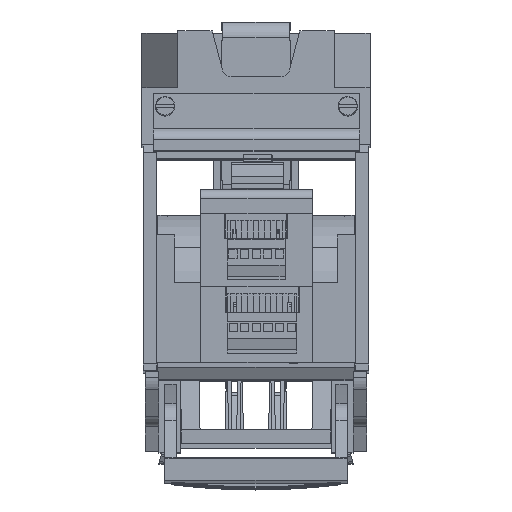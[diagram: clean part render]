
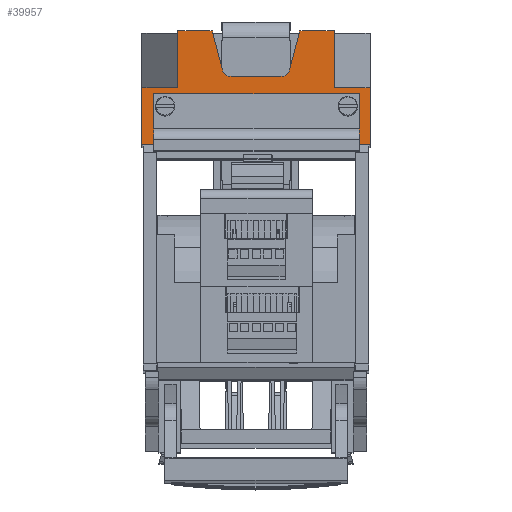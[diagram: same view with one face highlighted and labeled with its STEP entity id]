
A CAD part, top view. The second image highlights one B-rep face of the part: STEP entity #39957.
In plain terms, the highlighted planar face has unit normal (0, 0, 1).
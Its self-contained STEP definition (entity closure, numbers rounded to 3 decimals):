
#36891=AXIS2_PLACEMENT_3D('Circle Axis2P3D',#36889,#36890,$) ;
#36953=AXIS2_PLACEMENT_3D('Circle Axis2P3D',#36951,#36952,$) ;
#39921=AXIS2_PLACEMENT_3D('Plane Axis2P3D',#39918,#39919,#39920) ;
#36744=CARTESIAN_POINT('Vertex',(34.264,-4.,277.5)) ;
#36747=CARTESIAN_POINT('Line Origine',(34.264,-16.5,277.5)) ;
#36751=CARTESIAN_POINT('Vertex',(34.264,-29.,277.5)) ;
#36775=CARTESIAN_POINT('Vertex',(50.,-29.,277.5)) ;
#36778=CARTESIAN_POINT('Line Origine',(42.132,-29.,277.5)) ;
#36795=CARTESIAN_POINT('Line Origine',(-34.264,-16.5,277.5)) ;
#36799=CARTESIAN_POINT('Vertex',(-34.264,-4.,277.5)) ;
#36801=CARTESIAN_POINT('Vertex',(-34.264,-29.,277.5)) ;
#36835=CARTESIAN_POINT('Line Origine',(-16.811,-13.103,277.5)) ;
#36839=CARTESIAN_POINT('Vertex',(-14.685,-21.035,277.5)) ;
#36841=CARTESIAN_POINT('Vertex',(-18.936,-5.171,277.5)) ;
#36881=CARTESIAN_POINT('Vertex',(-10.822,-24.,277.5)) ;
#36889=CARTESIAN_POINT('Axis2P3D Location',(-10.822,-20.,277.5)) ;
#36912=CARTESIAN_POINT('Vertex',(10.822,-24.,277.5)) ;
#36920=CARTESIAN_POINT('Line Origine',(0.,-24.,277.5)) ;
#36943=CARTESIAN_POINT('Vertex',(14.685,-21.035,277.5)) ;
#36951=CARTESIAN_POINT('Axis2P3D Location',(10.822,-20.,277.5)) ;
#36975=CARTESIAN_POINT('Line Origine',(16.811,-13.103,277.5)) ;
#36979=CARTESIAN_POINT('Vertex',(18.936,-5.171,277.5)) ;
#37029=CARTESIAN_POINT('Line Origine',(-42.132,-29.,277.5)) ;
#37033=CARTESIAN_POINT('Vertex',(-50.,-29.,277.5)) ;
#37206=CARTESIAN_POINT('Line Origine',(-30.882,-4.,277.5)) ;
#37210=CARTESIAN_POINT('Vertex',(-27.5,-4.,277.5)) ;
#37213=CARTESIAN_POINT('Line Origine',(-23.375,-4.,277.5)) ;
#37217=CARTESIAN_POINT('Vertex',(-19.25,-4.,277.5)) ;
#37220=CARTESIAN_POINT('Line Origine',(-19.093,-4.,277.5)) ;
#37224=CARTESIAN_POINT('Vertex',(-18.936,-4.,277.5)) ;
#37245=CARTESIAN_POINT('Vertex',(18.936,-4.,277.5)) ;
#37248=CARTESIAN_POINT('Line Origine',(19.093,-4.,277.5)) ;
#37252=CARTESIAN_POINT('Vertex',(19.25,-4.,277.5)) ;
#37255=CARTESIAN_POINT('Line Origine',(23.375,-4.,277.5)) ;
#37259=CARTESIAN_POINT('Vertex',(27.5,-4.,277.5)) ;
#37262=CARTESIAN_POINT('Line Origine',(30.882,-4.,277.5)) ;
#38328=CARTESIAN_POINT('Line Origine',(-18.936,-4.585,277.5)) ;
#38383=CARTESIAN_POINT('Line Origine',(18.936,-4.585,277.5)) ;
#39893=CARTESIAN_POINT('Line Origine',(50.,-29.,277.5)) ;
#39897=CARTESIAN_POINT('Vertex',(50.,-54.,277.5)) ;
#39918=CARTESIAN_POINT('Axis2P3D Location',(0.,-4.,277.5)) ;
#39923=CARTESIAN_POINT('Line Origine',(-50.,-41.5,277.5)) ;
#39927=CARTESIAN_POINT('Vertex',(-50.,-54.,277.5)) ;
#39930=CARTESIAN_POINT('Line Origine',(0.,-54.,277.5)) ;
#36748=DIRECTION('Vector Direction',(0.,-1.,0.)) ;
#36779=DIRECTION('Vector Direction',(-1.,0.,0.)) ;
#36796=DIRECTION('Vector Direction',(0.,-1.,0.)) ;
#36836=DIRECTION('Vector Direction',(-0.259,0.966,0.)) ;
#36890=DIRECTION('Axis2P3D Direction',(0.,0.,1.)) ;
#36921=DIRECTION('Vector Direction',(-1.,0.,0.)) ;
#36952=DIRECTION('Axis2P3D Direction',(0.,0.,1.)) ;
#36976=DIRECTION('Vector Direction',(-0.259,-0.966,0.)) ;
#37030=DIRECTION('Vector Direction',(-1.,0.,0.)) ;
#37207=DIRECTION('Vector Direction',(1.,0.,0.)) ;
#37214=DIRECTION('Vector Direction',(1.,0.,0.)) ;
#37221=DIRECTION('Vector Direction',(1.,0.,0.)) ;
#37249=DIRECTION('Vector Direction',(1.,0.,0.)) ;
#37256=DIRECTION('Vector Direction',(1.,0.,0.)) ;
#37263=DIRECTION('Vector Direction',(1.,0.,0.)) ;
#38329=DIRECTION('Vector Direction',(0.,-1.,0.)) ;
#38384=DIRECTION('Vector Direction',(0.,-1.,0.)) ;
#39894=DIRECTION('Vector Direction',(0.,-1.,0.)) ;
#39919=DIRECTION('Axis2P3D Direction',(-0.,0.,1.)) ;
#39920=DIRECTION('Axis2P3D XDirection',(0.,-1.,0.)) ;
#39924=DIRECTION('Vector Direction',(0.,-1.,0.)) ;
#39931=DIRECTION('Vector Direction',(1.,0.,0.)) ;
#36749=VECTOR('Line Direction',#36748,1.) ;
#36780=VECTOR('Line Direction',#36779,1.) ;
#36797=VECTOR('Line Direction',#36796,1.) ;
#36837=VECTOR('Line Direction',#36836,1.) ;
#36922=VECTOR('Line Direction',#36921,1.) ;
#36977=VECTOR('Line Direction',#36976,1.) ;
#37031=VECTOR('Line Direction',#37030,1.) ;
#37208=VECTOR('Line Direction',#37207,1.) ;
#37215=VECTOR('Line Direction',#37214,1.) ;
#37222=VECTOR('Line Direction',#37221,1.) ;
#37250=VECTOR('Line Direction',#37249,1.) ;
#37257=VECTOR('Line Direction',#37256,1.) ;
#37264=VECTOR('Line Direction',#37263,1.) ;
#38330=VECTOR('Line Direction',#38329,1.) ;
#38385=VECTOR('Line Direction',#38384,1.) ;
#39895=VECTOR('Line Direction',#39894,1.) ;
#39925=VECTOR('Line Direction',#39924,1.) ;
#39932=VECTOR('Line Direction',#39931,1.) ;
#39936=ORIENTED_EDGE('',*,*,#36981,.T.) ;
#39937=ORIENTED_EDGE('',*,*,#36955,.T.) ;
#39938=ORIENTED_EDGE('',*,*,#36924,.T.) ;
#39939=ORIENTED_EDGE('',*,*,#36893,.T.) ;
#39940=ORIENTED_EDGE('',*,*,#36843,.T.) ;
#39941=ORIENTED_EDGE('',*,*,#38332,.F.) ;
#39942=ORIENTED_EDGE('',*,*,#37226,.F.) ;
#39943=ORIENTED_EDGE('',*,*,#37219,.T.) ;
#39944=ORIENTED_EDGE('',*,*,#37212,.F.) ;
#39945=ORIENTED_EDGE('',*,*,#36803,.T.) ;
#39946=ORIENTED_EDGE('',*,*,#37035,.T.) ;
#39947=ORIENTED_EDGE('',*,*,#39929,.T.) ;
#39948=ORIENTED_EDGE('',*,*,#39934,.T.) ;
#39949=ORIENTED_EDGE('',*,*,#39899,.T.) ;
#39950=ORIENTED_EDGE('',*,*,#36782,.T.) ;
#39951=ORIENTED_EDGE('',*,*,#36753,.F.) ;
#39952=ORIENTED_EDGE('',*,*,#37266,.F.) ;
#39953=ORIENTED_EDGE('',*,*,#37261,.T.) ;
#39954=ORIENTED_EDGE('',*,*,#37254,.F.) ;
#39955=ORIENTED_EDGE('',*,*,#38387,.T.) ;
#39957=ADVANCED_FACE('804188_L_NH-Leistenunterteil Gr.1  L/SL1/3A',(#39956),#39922,.T.) ;
#36892=CIRCLE('generated circle',#36891,4.) ;
#36954=CIRCLE('generated circle',#36953,4.) ;
#36753=EDGE_CURVE('',#36745,#36752,#36750,.T.) ;
#36782=EDGE_CURVE('',#36776,#36752,#36781,.T.) ;
#36803=EDGE_CURVE('',#36800,#36802,#36798,.T.) ;
#36843=EDGE_CURVE('',#36840,#36842,#36838,.T.) ;
#36893=EDGE_CURVE('',#36882,#36840,#36892,.F.) ;
#36924=EDGE_CURVE('',#36913,#36882,#36923,.T.) ;
#36955=EDGE_CURVE('',#36944,#36913,#36954,.F.) ;
#36981=EDGE_CURVE('',#36980,#36944,#36978,.T.) ;
#37035=EDGE_CURVE('',#36802,#37034,#37032,.T.) ;
#37212=EDGE_CURVE('',#36800,#37211,#37209,.T.) ;
#37219=EDGE_CURVE('',#37218,#37211,#37216,.F.) ;
#37226=EDGE_CURVE('',#37218,#37225,#37223,.T.) ;
#37254=EDGE_CURVE('',#37246,#37253,#37251,.T.) ;
#37261=EDGE_CURVE('',#37260,#37253,#37258,.F.) ;
#37266=EDGE_CURVE('',#37260,#36745,#37265,.T.) ;
#38332=EDGE_CURVE('',#37225,#36842,#38331,.T.) ;
#38387=EDGE_CURVE('',#37246,#36980,#38386,.T.) ;
#39899=EDGE_CURVE('',#39898,#36776,#39896,.F.) ;
#39929=EDGE_CURVE('',#37034,#39928,#39926,.T.) ;
#39934=EDGE_CURVE('',#39928,#39898,#39933,.T.) ;
#39935=EDGE_LOOP('',(#39936,#39937,#39938,#39939,#39940,#39941,#39942,#39943,#39944,#39945,#39946,#39947,#39948,#39949,#39950,#39951,#39952,#39953,#39954,#39955)) ;
#39956=FACE_OUTER_BOUND('',#39935,.T.) ;
#36750=LINE('Line',#36747,#36749) ;
#36781=LINE('Line',#36778,#36780) ;
#36798=LINE('Line',#36795,#36797) ;
#36838=LINE('Line',#36835,#36837) ;
#36923=LINE('Line',#36920,#36922) ;
#36978=LINE('Line',#36975,#36977) ;
#37032=LINE('Line',#37029,#37031) ;
#37209=LINE('Line',#37206,#37208) ;
#37216=LINE('Line',#37213,#37215) ;
#37223=LINE('Line',#37220,#37222) ;
#37251=LINE('Line',#37248,#37250) ;
#37258=LINE('Line',#37255,#37257) ;
#37265=LINE('Line',#37262,#37264) ;
#38331=LINE('Line',#38328,#38330) ;
#38386=LINE('Line',#38383,#38385) ;
#39896=LINE('Line',#39893,#39895) ;
#39926=LINE('Line',#39923,#39925) ;
#39933=LINE('Line',#39930,#39932) ;
#39922=PLANE('Plane',#39921) ;
#36745=VERTEX_POINT('',#36744) ;
#36752=VERTEX_POINT('',#36751) ;
#36776=VERTEX_POINT('',#36775) ;
#36800=VERTEX_POINT('',#36799) ;
#36802=VERTEX_POINT('',#36801) ;
#36840=VERTEX_POINT('',#36839) ;
#36842=VERTEX_POINT('',#36841) ;
#36882=VERTEX_POINT('',#36881) ;
#36913=VERTEX_POINT('',#36912) ;
#36944=VERTEX_POINT('',#36943) ;
#36980=VERTEX_POINT('',#36979) ;
#37034=VERTEX_POINT('',#37033) ;
#37211=VERTEX_POINT('',#37210) ;
#37218=VERTEX_POINT('',#37217) ;
#37225=VERTEX_POINT('',#37224) ;
#37246=VERTEX_POINT('',#37245) ;
#37253=VERTEX_POINT('',#37252) ;
#37260=VERTEX_POINT('',#37259) ;
#39898=VERTEX_POINT('',#39897) ;
#39928=VERTEX_POINT('',#39927) ;
